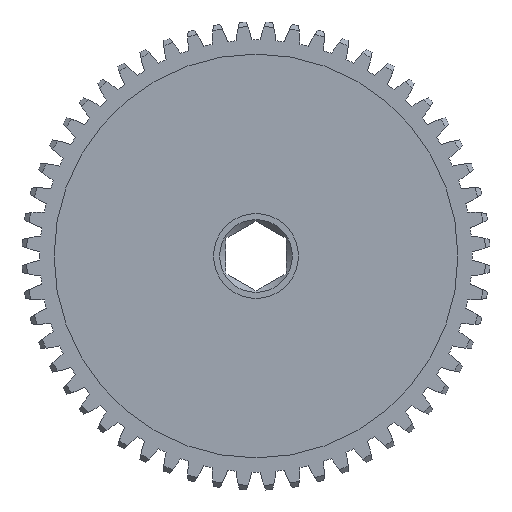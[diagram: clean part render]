
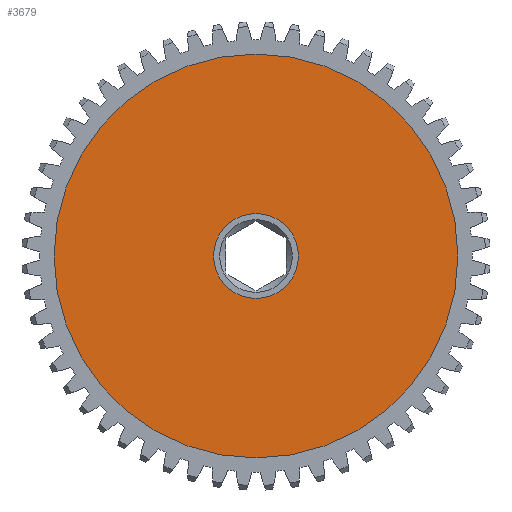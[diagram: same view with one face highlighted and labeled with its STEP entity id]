
A CAD part, left-side view. The second image highlights one B-rep face of the part: STEP entity #3679.
In plain terms, the highlighted planar face has unit normal (-1, 0, 0).
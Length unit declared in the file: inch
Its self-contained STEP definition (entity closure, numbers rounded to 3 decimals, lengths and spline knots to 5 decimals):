
#31 = ORIENTED_EDGE ( 'NONE', *, *, #9229, .F. ) ;
#144 = EDGE_LOOP ( 'NONE', ( #5000, #8873 ) ) ;
#251 = AXIS2_PLACEMENT_3D ( 'NONE', #12707, #2806, #10627 ) ;
#399 = DIRECTION ( 'NONE',  ( -1., 0., 0. ) ) ;
#463 = DIRECTION ( 'NONE',  ( 0., 0., 1. ) ) ;
#527 = DIRECTION ( 'NONE',  ( -1., 0., 0. ) ) ;
#656 = CARTESIAN_POINT ( 'NONE',  ( 0.1375, 0., -1.25 ) ) ;
#1081 = CIRCLE ( 'NONE', #251, 0.2625 ) ;
#1299 = FACE_BOUND ( 'NONE', #5389, .T. ) ;
#1370 = CARTESIAN_POINT ( 'NONE',  ( 0.1375, 0., 0. ) ) ;
#2297 = CARTESIAN_POINT ( 'NONE',  ( 0.1375, 0., 0. ) ) ;
#2391 = CARTESIAN_POINT ( 'NONE',  ( 0.1375, 0., 0.2625 ) ) ;
#2631 = AXIS2_PLACEMENT_3D ( 'NONE', #11710, #10611, #6844 ) ;
#2806 = DIRECTION ( 'NONE',  ( -1., 0., 0. ) ) ;
#3338 = DIRECTION ( 'NONE',  ( -1., 0., 0. ) ) ;
#3679 = ADVANCED_FACE ( 'NONE', ( #1299, #5274 ), #4318, .T. ) ;
#4180 = VERTEX_POINT ( 'NONE', #4422 ) ;
#4318 = PLANE ( 'NONE',  #11731 ) ;
#4422 = CARTESIAN_POINT ( 'NONE',  ( 0.1375, 0., 1.25 ) ) ;
#4508 = VERTEX_POINT ( 'NONE', #2391 ) ;
#4583 = DIRECTION ( 'NONE',  ( 0., 0., 1. ) ) ;
#5000 = ORIENTED_EDGE ( 'NONE', *, *, #6546, .T. ) ;
#5060 = AXIS2_PLACEMENT_3D ( 'NONE', #7518, #527, #4583 ) ;
#5274 = FACE_OUTER_BOUND ( 'NONE', #144, .T. ) ;
#5276 = CIRCLE ( 'NONE', #12721, 1.25 ) ;
#5389 = EDGE_LOOP ( 'NONE', ( #9271, #31 ) ) ;
#5950 = VERTEX_POINT ( 'NONE', #7817 ) ;
#6546 = EDGE_CURVE ( 'NONE', #4180, #9103, #5276, .T. ) ;
#6844 = DIRECTION ( 'NONE',  ( 0., 0., 1. ) ) ;
#7518 = CARTESIAN_POINT ( 'NONE',  ( 0.1375, 0., 0. ) ) ;
#7542 = EDGE_CURVE ( 'NONE', #9103, #4180, #10013, .T. ) ;
#7817 = CARTESIAN_POINT ( 'NONE',  ( 0.1375, 0., -0.2625 ) ) ;
#8192 = CIRCLE ( 'NONE', #2631, 0.2625 ) ;
#8448 = EDGE_CURVE ( 'NONE', #5950, #4508, #8192, .T. ) ;
#8873 = ORIENTED_EDGE ( 'NONE', *, *, #7542, .T. ) ;
#9103 = VERTEX_POINT ( 'NONE', #656 ) ;
#9229 = EDGE_CURVE ( 'NONE', #4508, #5950, #1081, .T. ) ;
#9271 = ORIENTED_EDGE ( 'NONE', *, *, #8448, .F. ) ;
#10013 = CIRCLE ( 'NONE', #5060, 1.25 ) ;
#10611 = DIRECTION ( 'NONE',  ( -1., 0., 0. ) ) ;
#10627 = DIRECTION ( 'NONE',  ( 0., 0., 1. ) ) ;
#11710 = CARTESIAN_POINT ( 'NONE',  ( 0.1375, 0., 0. ) ) ;
#11731 = AXIS2_PLACEMENT_3D ( 'NONE', #1370, #3338, #12263 ) ;
#12263 = DIRECTION ( 'NONE',  ( 0., 0., 1. ) ) ;
#12707 = CARTESIAN_POINT ( 'NONE',  ( 0.1375, 0., 0. ) ) ;
#12721 = AXIS2_PLACEMENT_3D ( 'NONE', #2297, #399, #463 ) ;
